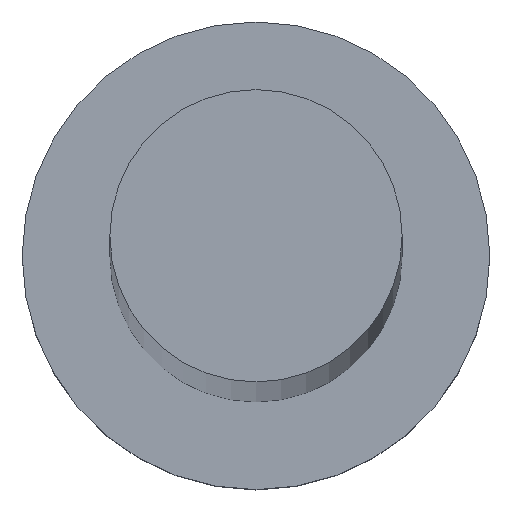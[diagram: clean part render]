
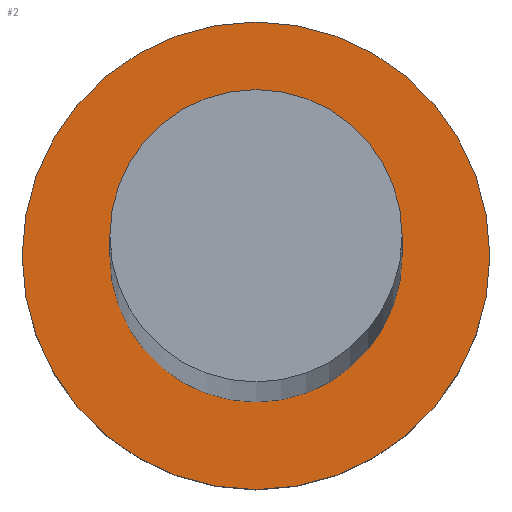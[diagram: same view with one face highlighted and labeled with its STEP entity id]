
A CAD part, top view. The second image highlights one B-rep face of the part: STEP entity #2.
In plain terms, the highlighted planar face has unit normal (0, 0, 1).
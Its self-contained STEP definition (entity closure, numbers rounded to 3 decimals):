
#2 = ADVANCED_FACE ( 'NONE', ( #193, #22 ), #7, .T. ) ;
#3 = AXIS2_PLACEMENT_3D ( 'NONE', #166, #52, #108 ) ;
#6 = CARTESIAN_POINT ( 'NONE',  ( -5., 0., 6.5 ) ) ;
#7 = PLANE ( 'NONE',  #3 ) ;
#22 = FACE_OUTER_BOUND ( 'NONE', #115, .T. ) ;
#25 = DIRECTION ( 'NONE',  ( 1., 0., 0. ) ) ;
#29 = DIRECTION ( 'NONE',  ( 1., 0., 0. ) ) ;
#44 = EDGE_CURVE ( 'NONE', #124, #173, #114, .T. ) ;
#49 = DIRECTION ( 'NONE',  ( 0., 0., 1. ) ) ;
#50 = DIRECTION ( 'NONE',  ( 0., 0., 1. ) ) ;
#51 = DIRECTION ( 'NONE',  ( 1., 0., 0. ) ) ;
#52 = DIRECTION ( 'NONE',  ( 0., 0., 1. ) ) ;
#57 = AXIS2_PLACEMENT_3D ( 'NONE', #223, #241, #51 ) ;
#64 = ORIENTED_EDGE ( 'NONE', *, *, #44, .F. ) ;
#71 = CARTESIAN_POINT ( 'NONE',  ( 5., 0., 6.5 ) ) ;
#74 = CARTESIAN_POINT ( 'NONE',  ( 0., 0., 6.5 ) ) ;
#78 = VERTEX_POINT ( 'NONE', #172 ) ;
#82 = EDGE_CURVE ( 'NONE', #91, #78, #155, .T. ) ;
#91 = VERTEX_POINT ( 'NONE', #123 ) ;
#108 = DIRECTION ( 'NONE',  ( 1., 0., 0. ) ) ;
#114 = CIRCLE ( 'NONE', #251, 5. ) ;
#115 = EDGE_LOOP ( 'NONE', ( #203, #144 ) ) ;
#116 = CIRCLE ( 'NONE', #141, 8. ) ;
#119 = EDGE_CURVE ( 'NONE', #173, #124, #160, .T. ) ;
#123 = CARTESIAN_POINT ( 'NONE',  ( 8., 0., 6.5 ) ) ;
#124 = VERTEX_POINT ( 'NONE', #6 ) ;
#135 = EDGE_LOOP ( 'NONE', ( #64, #176 ) ) ;
#139 = EDGE_CURVE ( 'NONE', #78, #91, #116, .T. ) ;
#141 = AXIS2_PLACEMENT_3D ( 'NONE', #161, #49, #29 ) ;
#144 = ORIENTED_EDGE ( 'NONE', *, *, #82, .T. ) ;
#155 = CIRCLE ( 'NONE', #224, 8. ) ;
#160 = CIRCLE ( 'NONE', #57, 5. ) ;
#161 = CARTESIAN_POINT ( 'NONE',  ( 0., 0., 6.5 ) ) ;
#166 = CARTESIAN_POINT ( 'NONE',  ( 0., 0., 6.5 ) ) ;
#172 = CARTESIAN_POINT ( 'NONE',  ( -8., 0., 6.5 ) ) ;
#173 = VERTEX_POINT ( 'NONE', #71 ) ;
#176 = ORIENTED_EDGE ( 'NONE', *, *, #119, .F. ) ;
#193 = FACE_BOUND ( 'NONE', #135, .T. ) ;
#196 = DIRECTION ( 'NONE',  ( 0., 0., 1. ) ) ;
#203 = ORIENTED_EDGE ( 'NONE', *, *, #139, .T. ) ;
#211 = DIRECTION ( 'NONE',  ( 1., 0., 0. ) ) ;
#223 = CARTESIAN_POINT ( 'NONE',  ( 0., 0., 6.5 ) ) ;
#224 = AXIS2_PLACEMENT_3D ( 'NONE', #74, #196, #25 ) ;
#233 = CARTESIAN_POINT ( 'NONE',  ( 0., 0., 6.5 ) ) ;
#241 = DIRECTION ( 'NONE',  ( 0., 0., 1. ) ) ;
#251 = AXIS2_PLACEMENT_3D ( 'NONE', #233, #50, #211 ) ;
